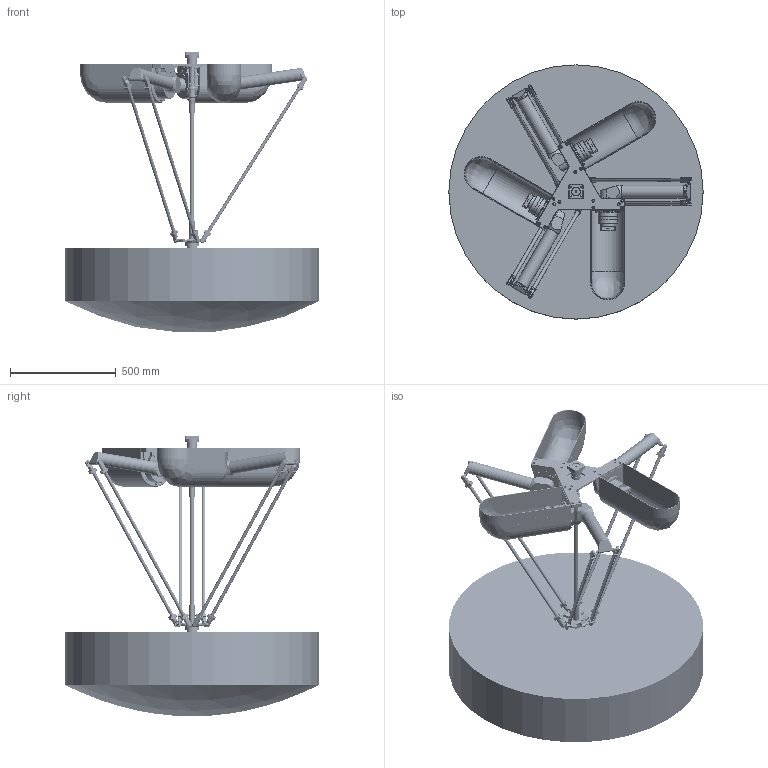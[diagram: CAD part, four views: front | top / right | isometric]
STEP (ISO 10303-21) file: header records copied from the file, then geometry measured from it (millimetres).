
FILE_DESCRIPTION(/* description */ ('Norm.iam Teamplte'),/* implementation_level */ '2;1');
FILE_NAME(/* name */ '3D-model_AL_00006-HND.stp',/* time_stamp */ '2024-07-17T13:58:35+02:00',/* author */ ('lars.merkel'),/* organization */ (''),/* preprocessor_version */ 'ST-DEVELOPER v19.2',/* originating_system */ 'Autodesk Inventor 2023',/* authorisation */ '');
FILE_SCHEMA (('AUTOMOTIVE_DESIGN { 1 0 10303 214 3 1 1 }'));
Products named in the file (14): AL_00006-HND_DUMMY DELTA Robotermechanik RL3-1200-1/3kg; MT_WST00111152 Oberarm; MT_WST00117101 Unterarm; MT_BGR00106486 Dummy Roboterbasis; MT_WST00114119 n/a; MT_WST00111188 Getriebe; MT_WST00111340 Dummy Flansch; MT_WST00111349 Getriebe; MT_BGR00106488 Gehäuse; MT_WST00112139 Dummy Teleskop oben; MT_WST00111345 Dummy Werkzeugträger; MT_WST00111346 Flansch; MT_WST00111357 Dummy Teleskopwelle; MT_WST00111290
Assembly tree (24 placements, depth 3):
  AL_00006-HND_DUMMY DELTA Robotermechanik RL3-1200-1/3kg
    MT_WST00111152 Oberarm  x3
    MT_WST00117101 Unterarm  x6
    MT_BGR00106486 Dummy Roboterbasis
      MT_WST00114119 n/a
      MT_WST00111188 Getriebe  x3
      MT_WST00111340 Dummy Flansch
      MT_WST00111349 Getriebe
      MT_BGR00106488 Gehäuse  x3
    MT_WST00112139 Dummy Teleskop oben
    MT_WST00111345 Dummy Werkzeugträger
    MT_WST00111346 Flansch
    MT_WST00111357 Dummy Teleskopwelle
    MT_WST00111290
Bounding box: 1200 x 1200 x 1323.88 mm (x, y, z)
Volume: 381951055.3 mm3; surface area: 5914116.1 mm2
Topology: 23 solids, 65 shells, 4517 faces, 10654 edges, 6734 vertices
Faces by surface type: plane 2362, cylinder 1146, cone 513, bspline 250, torus 160, sphere 86
Full cylindrical faces by diameter (mm): 3.242 x27, 4 x21, 4.134 x16, 4.3 x21, 4.917 x37, 5.5 x93, 5.8 x4, 6 x4, 6.5 x21, 7 x53, 9 x30, 9.66 x3, 9.8 x3, 10 x3, 10.106 x12, 12 x2, 13 x2, 13.5 x12, 14 x4, 16 x6, 17 x3, 18 x3, 19 x4, 22 x12, 25 x6, 31 x2, 32 x3, 35 x2, 40 x1, 46 x2
Entity records: 84511 total; most frequent: CARTESIAN_POINT 28257, ORIENTED_EDGE 11104, DIRECTION 11067, EDGE_CURVE 5552, AXIS2_PLACEMENT_3D 3884, VERTEX_POINT 3571, LINE 3299, VECTOR 3299
